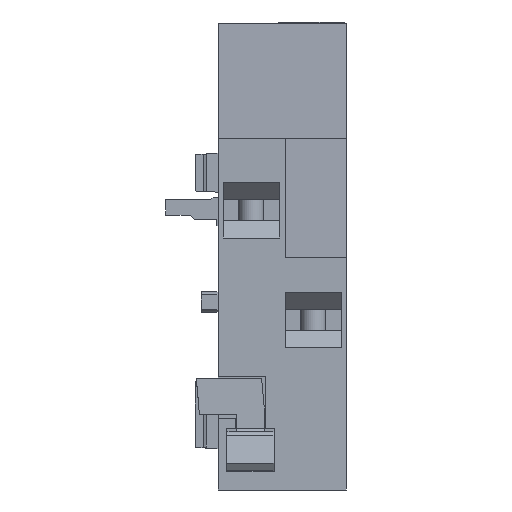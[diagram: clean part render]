
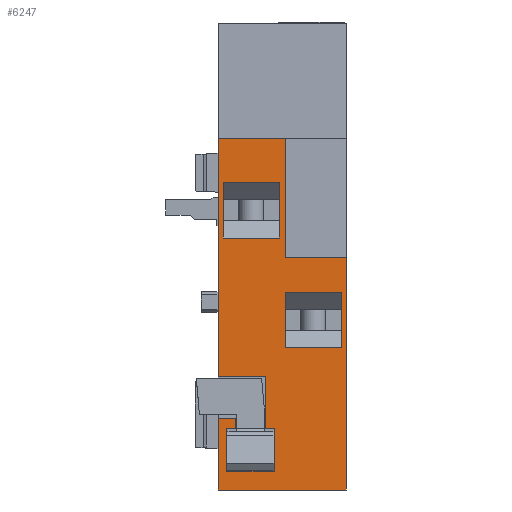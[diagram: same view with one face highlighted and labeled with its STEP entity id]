
A CAD part, front view. The second image highlights one B-rep face of the part: STEP entity #6247.
In plain terms, the highlighted planar face has unit normal (0, -1, 0).
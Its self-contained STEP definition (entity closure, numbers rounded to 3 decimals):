
#79=DIRECTION('',(1.,0.,0.));
#80=VECTOR('',#79,18.);
#81=CARTESIAN_POINT('',(7.35,2.189,0.));
#82=LINE('',#81,#80);
#135=DIRECTION('',(1.,0.,0.));
#136=VECTOR('',#135,7.9);
#137=CARTESIAN_POINT('',(8.05,2.189,43.15));
#138=LINE('',#137,#136);
#142=DIRECTION('',(-1.,0.,0.));
#143=VECTOR('',#142,7.9);
#144=CARTESIAN_POINT('',(15.95,2.189,35.35));
#145=LINE('',#144,#143);
#149=DIRECTION('',(1.,0.,0.));
#150=VECTOR('',#149,7.9);
#151=CARTESIAN_POINT('',(16.75,2.189,27.75));
#152=LINE('',#151,#150);
#156=DIRECTION('',(-1.,0.,0.));
#157=VECTOR('',#156,7.9);
#158=CARTESIAN_POINT('',(24.65,2.189,19.95));
#159=LINE('',#158,#157);
#163=DIRECTION('',(1.,0.,0.));
#164=VECTOR('',#163,2.5);
#165=CARTESIAN_POINT('',(7.35,2.189,10.05));
#166=LINE('',#165,#164);
#170=DIRECTION('',(0.,0.,-1.));
#171=VECTOR('',#170,1.45);
#172=CARTESIAN_POINT('',(9.85,2.189,10.05));
#173=LINE('',#172,#171);
#177=DIRECTION('',(-1.,0.,0.));
#178=VECTOR('',#177,1.3);
#179=CARTESIAN_POINT('',(9.85,2.189,8.6));
#180=LINE('',#179,#178);
#184=DIRECTION('',(1.,0.,0.));
#185=VECTOR('',#184,6.7);
#186=CARTESIAN_POINT('',(8.55,2.189,2.626));
#187=LINE('',#186,#185);
#191=DIRECTION('',(0.,0.,1.));
#192=VECTOR('',#191,5.974);
#193=CARTESIAN_POINT('',(15.25,2.189,2.626));
#194=LINE('',#193,#192);
#198=DIRECTION('',(-1.,0.,0.));
#199=VECTOR('',#198,1.3);
#200=CARTESIAN_POINT('',(15.25,2.189,8.6));
#201=LINE('',#200,#199);
#205=DIRECTION('',(1.,0.,0.));
#206=VECTOR('',#205,6.6);
#207=CARTESIAN_POINT('',(7.35,2.189,15.9));
#208=LINE('',#207,#206);
#212=DIRECTION('',(1.,0.,0.));
#213=VECTOR('',#212,9.4);
#214=CARTESIAN_POINT('',(7.35,2.189,49.3));
#215=LINE('',#214,#213);
#219=DIRECTION('',(0.,0.,-1.));
#220=VECTOR('',#219,16.7);
#221=CARTESIAN_POINT('',(16.75,2.189,49.3));
#222=LINE('',#221,#220);
#226=DIRECTION('',(-1.,0.,0.));
#227=VECTOR('',#226,8.6);
#228=CARTESIAN_POINT('',(25.35,2.189,32.6));
#229=LINE('',#228,#227);
#277=DIRECTION('',(0.,0.,-1.));
#278=VECTOR('',#277,7.8);
#279=CARTESIAN_POINT('',(15.95,2.189,43.15));
#280=LINE('',#279,#278);
#342=DIRECTION('',(0.,0.,1.));
#343=VECTOR('',#342,7.8);
#344=CARTESIAN_POINT('',(8.05,2.189,35.35));
#345=LINE('',#344,#343);
#449=DIRECTION('',(0.,0.,-1.));
#450=VECTOR('',#449,7.8);
#451=CARTESIAN_POINT('',(24.65,2.189,27.75));
#452=LINE('',#451,#450);
#514=DIRECTION('',(0.,0.,1.));
#515=VECTOR('',#514,7.8);
#516=CARTESIAN_POINT('',(16.75,2.189,19.95));
#517=LINE('',#516,#515);
#664=DIRECTION('',(0.,0.,1.));
#665=VECTOR('',#664,32.6);
#666=CARTESIAN_POINT('',(25.35,2.189,0.));
#667=LINE('',#666,#665);
#2071=DIRECTION('',(0.,0.,-1.));
#2072=VECTOR('',#2071,10.05);
#2073=CARTESIAN_POINT('',(7.35,2.189,10.05));
#2074=LINE('',#2073,#2072);
#2183=DIRECTION('',(0.,0.,1.));
#2184=VECTOR('',#2183,33.4);
#2185=CARTESIAN_POINT('',(7.35,2.189,15.9));
#2186=LINE('',#2185,#2184);
#3373=DIRECTION('',(0.,0.,-1.));
#3374=VECTOR('',#3373,7.3);
#3375=CARTESIAN_POINT('',(13.95,2.189,15.9));
#3376=LINE('',#3375,#3374);
#3408=DIRECTION('',(0.,0.,1.));
#3409=VECTOR('',#3408,5.974);
#3410=CARTESIAN_POINT('',(8.55,2.189,2.626));
#3411=LINE('',#3410,#3409);
#5222=CARTESIAN_POINT('',(7.35,2.189,0.));
#5223=CARTESIAN_POINT('',(25.35,2.189,0.));
#5224=VERTEX_POINT('',#5222);
#5225=VERTEX_POINT('',#5223);
#5265=CARTESIAN_POINT('',(7.35,2.189,49.3));
#5267=VERTEX_POINT('',#5265);
#5280=CARTESIAN_POINT('',(25.35,2.189,32.6));
#5282=VERTEX_POINT('',#5280);
#5293=CARTESIAN_POINT('',(16.75,2.189,49.3));
#5295=VERTEX_POINT('',#5293);
#5296=CARTESIAN_POINT('',(16.75,2.189,32.6));
#5297=VERTEX_POINT('',#5296);
#5370=CARTESIAN_POINT('',(8.05,2.189,43.15));
#5371=CARTESIAN_POINT('',(15.95,2.189,43.15));
#5372=VERTEX_POINT('',#5370);
#5373=VERTEX_POINT('',#5371);
#5378=CARTESIAN_POINT('',(15.95,2.189,35.35));
#5379=CARTESIAN_POINT('',(8.05,2.189,35.35));
#5380=VERTEX_POINT('',#5378);
#5381=VERTEX_POINT('',#5379);
#5386=CARTESIAN_POINT('',(16.75,2.189,27.75));
#5387=CARTESIAN_POINT('',(24.65,2.189,27.75));
#5388=VERTEX_POINT('',#5386);
#5389=VERTEX_POINT('',#5387);
#5394=CARTESIAN_POINT('',(24.65,2.189,19.95));
#5395=CARTESIAN_POINT('',(16.75,2.189,19.95));
#5396=VERTEX_POINT('',#5394);
#5397=VERTEX_POINT('',#5395);
#5902=CARTESIAN_POINT('',(7.35,2.189,15.9));
#5904=VERTEX_POINT('',#5902);
#5906=CARTESIAN_POINT('',(7.35,2.189,10.05));
#5908=VERTEX_POINT('',#5906);
#5910=CARTESIAN_POINT('',(15.25,2.189,2.626));
#5911=CARTESIAN_POINT('',(15.25,2.189,8.6));
#5912=VERTEX_POINT('',#5910);
#5913=VERTEX_POINT('',#5911);
#5914=CARTESIAN_POINT('',(13.95,2.189,8.6));
#5915=VERTEX_POINT('',#5914);
#5916=CARTESIAN_POINT('',(13.95,2.189,15.9));
#5917=VERTEX_POINT('',#5916);
#5918=CARTESIAN_POINT('',(9.85,2.189,10.05));
#5919=VERTEX_POINT('',#5918);
#5920=CARTESIAN_POINT('',(9.85,2.189,8.6));
#5921=VERTEX_POINT('',#5920);
#5922=CARTESIAN_POINT('',(8.55,2.189,8.6));
#5923=VERTEX_POINT('',#5922);
#5924=CARTESIAN_POINT('',(8.55,2.189,2.626));
#5925=VERTEX_POINT('',#5924);
#6189=CARTESIAN_POINT('',(7.35,2.189,49.3));
#6190=DIRECTION('',(0.,1.,0.));
#6191=DIRECTION('',(0.,0.,-1.));
#6192=AXIS2_PLACEMENT_3D('',#6189,#6190,#6191);
#6193=PLANE('',#6192);
#6195=ORIENTED_EDGE('',*,*,#6194,.F.);
#6197=ORIENTED_EDGE('',*,*,#6196,.T.);
#6199=ORIENTED_EDGE('',*,*,#6198,.T.);
#6201=ORIENTED_EDGE('',*,*,#6200,.T.);
#6203=ORIENTED_EDGE('',*,*,#6202,.F.);
#6205=ORIENTED_EDGE('',*,*,#6204,.T.);
#6207=ORIENTED_EDGE('',*,*,#6206,.T.);
#6209=ORIENTED_EDGE('',*,*,#6208,.T.);
#6211=ORIENTED_EDGE('',*,*,#6210,.F.);
#6213=ORIENTED_EDGE('',*,*,#6212,.F.);
#6215=ORIENTED_EDGE('',*,*,#6214,.T.);
#6217=ORIENTED_EDGE('',*,*,#6216,.T.);
#6219=ORIENTED_EDGE('',*,*,#6218,.T.);
#6221=ORIENTED_EDGE('',*,*,#6220,.F.);
#6223=ORIENTED_EDGE('',*,*,#6222,.F.);
#6224=ORIENTED_EDGE('',*,*,#6162,.F.);
#6225=EDGE_LOOP('',(#6195,#6197,#6199,#6201,#6203,#6205,#6207,#6209,#6211,#6213,
#6215,#6217,#6219,#6221,#6223,#6224));
#6226=FACE_OUTER_BOUND('',#6225,.F.);
#6228=ORIENTED_EDGE('',*,*,#6227,.F.);
#6230=ORIENTED_EDGE('',*,*,#6229,.F.);
#6232=ORIENTED_EDGE('',*,*,#6231,.F.);
#6234=ORIENTED_EDGE('',*,*,#6233,.F.);
#6235=EDGE_LOOP('',(#6228,#6230,#6232,#6234));
#6236=FACE_BOUND('',#6235,.F.);
#6238=ORIENTED_EDGE('',*,*,#6237,.F.);
#6240=ORIENTED_EDGE('',*,*,#6239,.F.);
#6242=ORIENTED_EDGE('',*,*,#6241,.F.);
#6244=ORIENTED_EDGE('',*,*,#6243,.F.);
#6245=EDGE_LOOP('',(#6238,#6240,#6242,#6244));
#6246=FACE_BOUND('',#6245,.F.);
#6162=EDGE_CURVE('',#5224,#5225,#82,.T.);
#6194=EDGE_CURVE('',#5908,#5224,#2074,.T.);
#6196=EDGE_CURVE('',#5908,#5919,#166,.T.);
#6198=EDGE_CURVE('',#5919,#5921,#173,.T.);
#6200=EDGE_CURVE('',#5921,#5923,#180,.T.);
#6202=EDGE_CURVE('',#5925,#5923,#3411,.T.);
#6204=EDGE_CURVE('',#5925,#5912,#187,.T.);
#6206=EDGE_CURVE('',#5912,#5913,#194,.T.);
#6208=EDGE_CURVE('',#5913,#5915,#201,.T.);
#6210=EDGE_CURVE('',#5917,#5915,#3376,.T.);
#6212=EDGE_CURVE('',#5904,#5917,#208,.T.);
#6214=EDGE_CURVE('',#5904,#5267,#2186,.T.);
#6216=EDGE_CURVE('',#5267,#5295,#215,.T.);
#6218=EDGE_CURVE('',#5295,#5297,#222,.T.);
#6220=EDGE_CURVE('',#5282,#5297,#229,.T.);
#6222=EDGE_CURVE('',#5225,#5282,#667,.T.);
#6227=EDGE_CURVE('',#5388,#5389,#152,.T.);
#6229=EDGE_CURVE('',#5397,#5388,#517,.T.);
#6231=EDGE_CURVE('',#5396,#5397,#159,.T.);
#6233=EDGE_CURVE('',#5389,#5396,#452,.T.);
#6237=EDGE_CURVE('',#5372,#5373,#138,.T.);
#6239=EDGE_CURVE('',#5381,#5372,#345,.T.);
#6241=EDGE_CURVE('',#5380,#5381,#145,.T.);
#6243=EDGE_CURVE('',#5373,#5380,#280,.T.);
#6247=ADVANCED_FACE('',(#6226,#6236,#6246),#6193,.F.);
